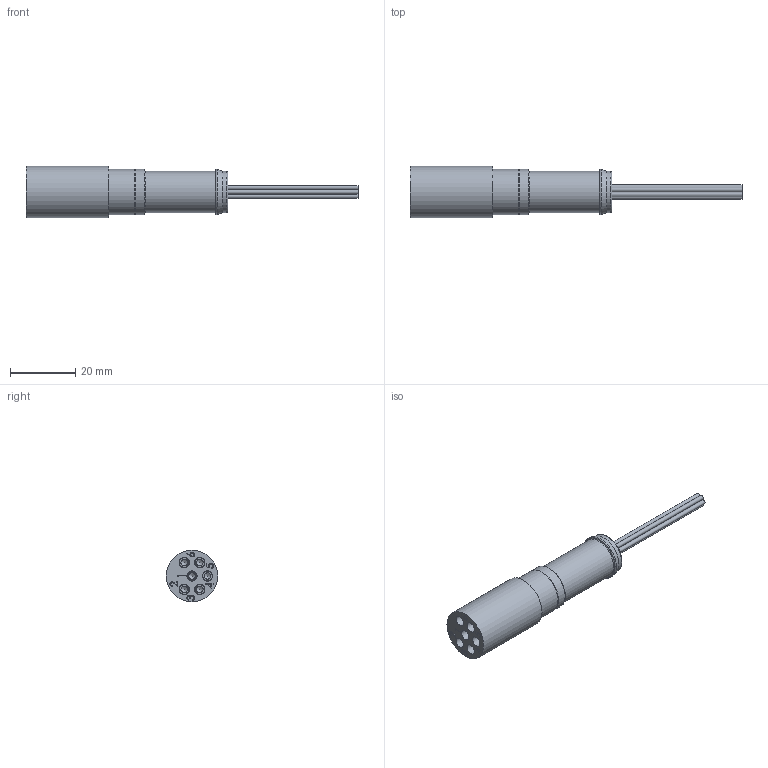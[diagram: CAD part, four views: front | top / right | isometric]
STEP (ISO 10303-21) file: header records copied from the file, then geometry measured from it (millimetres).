
FILE_DESCRIPTION(/* description */ (''),/* implementation_level */ '2;1');
FILE_NAME(/* name */ 'MCPBOF6F.stp',/* time_stamp */ '2022-03-08T08:28:03+01:00',/* author */ ('sh'),/* organization */ (''),/* preprocessor_version */ 'ST-DEVELOPER v17.2',/* originating_system */ 'Autodesk Inventor 2019',/* authorisation */ '');
FILE_SCHEMA (('AUTOMOTIVE_DESIGN { 1 0 10303 214 3 1 1 }'));
Length unit declared in the file: millimetre
Products named in the file (1): 01008740
Bounding box: 101.91 x 15.88 x 15.88 mm (x, y, z)
Volume: 9733.6 mm3; surface area: 5117.2 mm2
Topology: 1 solids, 7 shells, 329 faces, 963 edges, 666 vertices
Faces by surface type: plane 166, torus 54, cylinder 42, bspline 36, cone 31
Full cylindrical faces by diameter (mm): 1.321 x6, 2.037 x6, 2.057 x6, 2.743 x6, 3.175 x12, 12.7 x2, 13.97 x2, 15.875 x1
Entity records: 13383 total; most frequent: CARTESIAN_POINT 4023, ORIENTED_EDGE 1914, DIRECTION 1871, EDGE_CURVE 957, AXIS2_PLACEMENT_3D 740, VERTEX_POINT 666, CIRCLE 398, LINE 391
